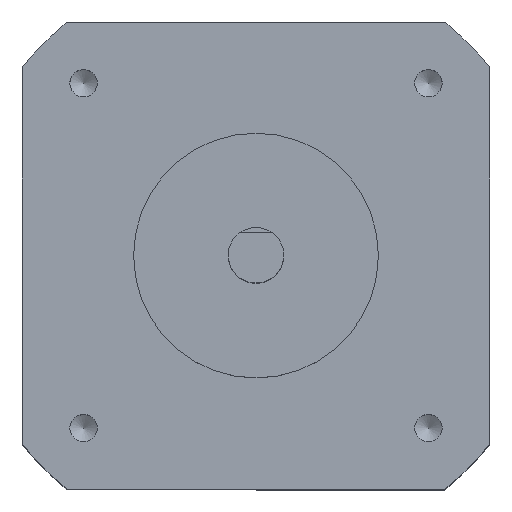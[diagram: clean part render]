
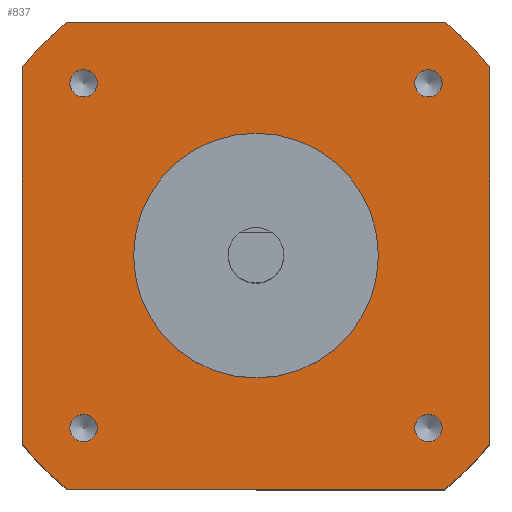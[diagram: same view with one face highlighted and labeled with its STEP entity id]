
A CAD part, top view. The second image highlights one B-rep face of the part: STEP entity #837.
In plain terms, the highlighted planar face has unit normal (0, 0, 1).
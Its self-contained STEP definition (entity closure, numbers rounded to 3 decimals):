
#90=CARTESIAN_POINT('',(-14.27,-15.5,39.116));
#91=VERTEX_POINT('',#90);
#92=CARTESIAN_POINT('',(-15.5,-15.5,39.116));
#93=DIRECTION('',(0.0,0.0,-1.0));
#94=DIRECTION('',(1.0,0.0,0.0));
#95=AXIS2_PLACEMENT_3D('',#92,#93,#94);
#96=CIRCLE('',#95,1.23);
#97=EDGE_CURVE('',#91,#91,#96,.T.);
#127=CARTESIAN_POINT('',(16.729,15.5,39.116));
#128=VERTEX_POINT('',#127);
#129=CARTESIAN_POINT('',(15.5,15.5,39.116));
#130=DIRECTION('',(0.0,0.0,-1.0));
#131=DIRECTION('',(1.0,0.0,0.0));
#132=AXIS2_PLACEMENT_3D('',#129,#130,#131);
#133=CIRCLE('',#132,1.23);
#134=EDGE_CURVE('',#128,#128,#133,.T.);
#164=CARTESIAN_POINT('',(16.73,-15.5,39.116));
#165=VERTEX_POINT('',#164);
#166=CARTESIAN_POINT('',(15.5,-15.5,39.116));
#167=DIRECTION('',(0.0,0.0,-1.0));
#168=DIRECTION('',(1.0,0.0,0.0));
#169=AXIS2_PLACEMENT_3D('',#166,#167,#168);
#170=CIRCLE('',#169,1.23);
#171=EDGE_CURVE('',#165,#165,#170,.T.);
#201=CARTESIAN_POINT('',(-14.271,15.5,39.116));
#202=VERTEX_POINT('',#201);
#203=CARTESIAN_POINT('',(-15.5,15.5,39.116));
#204=DIRECTION('',(0.0,0.0,-1.0));
#205=DIRECTION('',(1.0,0.0,0.0));
#206=AXIS2_PLACEMENT_3D('',#203,#204,#205);
#207=CIRCLE('',#206,1.23);
#208=EDGE_CURVE('',#202,#202,#207,.T.);
#327=CARTESIAN_POINT('',(11.0,0.,39.116));
#328=VERTEX_POINT('',#327);
#329=CARTESIAN_POINT('',(0.0,0.0,39.116));
#330=DIRECTION('',(0.0,0.0,-1.0));
#331=DIRECTION('',(-1.0,0.0,0.0));
#332=AXIS2_PLACEMENT_3D('',#329,#330,#331);
#333=CIRCLE('',#332,11.0);
#334=EDGE_CURVE('',#328,#328,#333,.T.);
#390=CARTESIAN_POINT('',(-16.971,21.,39.116));
#391=VERTEX_POINT('',#390);
#398=CARTESIAN_POINT('',(16.971,21.,39.116));
#399=VERTEX_POINT('',#398);
#400=CARTESIAN_POINT('',(16.971,21.0,39.116));
#401=DIRECTION('',(-1.0,0.0,0.0));
#402=VECTOR('',#401,33.941);
#403=LINE('',#400,#402);
#404=EDGE_CURVE('',#399,#391,#403,.T.);
#462=CARTESIAN_POINT('',(-21.,-16.971,39.116));
#463=VERTEX_POINT('',#462);
#470=CARTESIAN_POINT('',(-21.0,16.971,39.116));
#471=VERTEX_POINT('',#470);
#472=CARTESIAN_POINT('',(-21.0,16.971,39.116));
#473=DIRECTION('',(0.0,-1.0,0.0));
#474=VECTOR('',#473,33.941);
#475=LINE('',#472,#474);
#476=EDGE_CURVE('',#471,#463,#475,.T.);
#633=CARTESIAN_POINT('',(0.0,0.0,39.116));
#634=DIRECTION('',(0.0,0.0,1.0));
#635=DIRECTION('',(0.629,-0.778,0.0));
#636=AXIS2_PLACEMENT_3D('',#633,#634,#635);
#637=CIRCLE('',#636,27.0);
#638=EDGE_CURVE('',#391,#471,#637,.T.);
#651=CARTESIAN_POINT('',(21.0,16.971,39.116));
#652=VERTEX_POINT('',#651);
#653=CARTESIAN_POINT('',(0.0,0.0,39.116));
#654=DIRECTION('',(0.0,0.0,1.0));
#655=DIRECTION('',(-0.778,-0.629,0.0));
#656=AXIS2_PLACEMENT_3D('',#653,#654,#655);
#657=CIRCLE('',#656,27.0);
#658=EDGE_CURVE('',#652,#399,#657,.T.);
#685=CARTESIAN_POINT('',(21.0,-16.971,39.116));
#686=VERTEX_POINT('',#685);
#687=CARTESIAN_POINT('',(21.0,-16.971,39.116));
#688=DIRECTION('',(0.0,1.0,0.0));
#689=VECTOR('',#688,33.941);
#690=LINE('',#687,#689);
#691=EDGE_CURVE('',#686,#652,#690,.T.);
#723=CARTESIAN_POINT('',(16.971,-21.,39.116));
#724=VERTEX_POINT('',#723);
#725=CARTESIAN_POINT('',(0.0,0.0,39.116));
#726=DIRECTION('',(0.0,0.0,1.0));
#727=DIRECTION('',(-0.629,0.778,0.0));
#728=AXIS2_PLACEMENT_3D('',#725,#726,#727);
#729=CIRCLE('',#728,27.0);
#730=EDGE_CURVE('',#724,#686,#729,.T.);
#757=CARTESIAN_POINT('',(-16.971,-21.,39.116));
#758=VERTEX_POINT('',#757);
#759=CARTESIAN_POINT('',(-16.971,-21.,39.116));
#760=DIRECTION('',(1.0,0.0,0.0));
#761=VECTOR('',#760,33.941);
#762=LINE('',#759,#761);
#763=EDGE_CURVE('',#758,#724,#762,.T.);
#795=CARTESIAN_POINT('',(0.0,0.0,39.116));
#796=DIRECTION('',(0.0,0.0,1.0));
#797=DIRECTION('',(0.778,0.629,0.0));
#798=AXIS2_PLACEMENT_3D('',#795,#796,#797);
#799=CIRCLE('',#798,27.);
#800=EDGE_CURVE('',#463,#758,#799,.T.);
#807=CARTESIAN_POINT('',(0.,0.,39.116));
#808=DIRECTION('',(0.0,0.0,1.0));
#809=DIRECTION('',(1.0,0.0,0.0));
#810=AXIS2_PLACEMENT_3D('',#807,#808,#809);
#811=PLANE('',#810);
#812=ORIENTED_EDGE('',*,*,#476,.T.);
#813=ORIENTED_EDGE('',*,*,#800,.T.);
#814=ORIENTED_EDGE('',*,*,#763,.T.);
#815=ORIENTED_EDGE('',*,*,#730,.T.);
#816=ORIENTED_EDGE('',*,*,#691,.T.);
#817=ORIENTED_EDGE('',*,*,#658,.T.);
#818=ORIENTED_EDGE('',*,*,#404,.T.);
#819=ORIENTED_EDGE('',*,*,#638,.T.);
#820=EDGE_LOOP('',(#812,#813,#814,#815,#816,#817,#818,#819));
#821=FACE_OUTER_BOUND('',#820,.T.);
#822=ORIENTED_EDGE('',*,*,#97,.T.);
#823=EDGE_LOOP('',(#822));
#824=FACE_BOUND('',#823,.T.);
#825=ORIENTED_EDGE('',*,*,#134,.T.);
#826=EDGE_LOOP('',(#825));
#827=FACE_BOUND('',#826,.T.);
#828=ORIENTED_EDGE('',*,*,#171,.T.);
#829=EDGE_LOOP('',(#828));
#830=FACE_BOUND('',#829,.T.);
#831=ORIENTED_EDGE('',*,*,#208,.T.);
#832=EDGE_LOOP('',(#831));
#833=FACE_BOUND('',#832,.T.);
#834=ORIENTED_EDGE('',*,*,#334,.T.);
#835=EDGE_LOOP('',(#834));
#836=FACE_BOUND('',#835,.T.);
#837=ADVANCED_FACE('',(#821,#824,#827,#830,#833,#836),#811,.T.);
